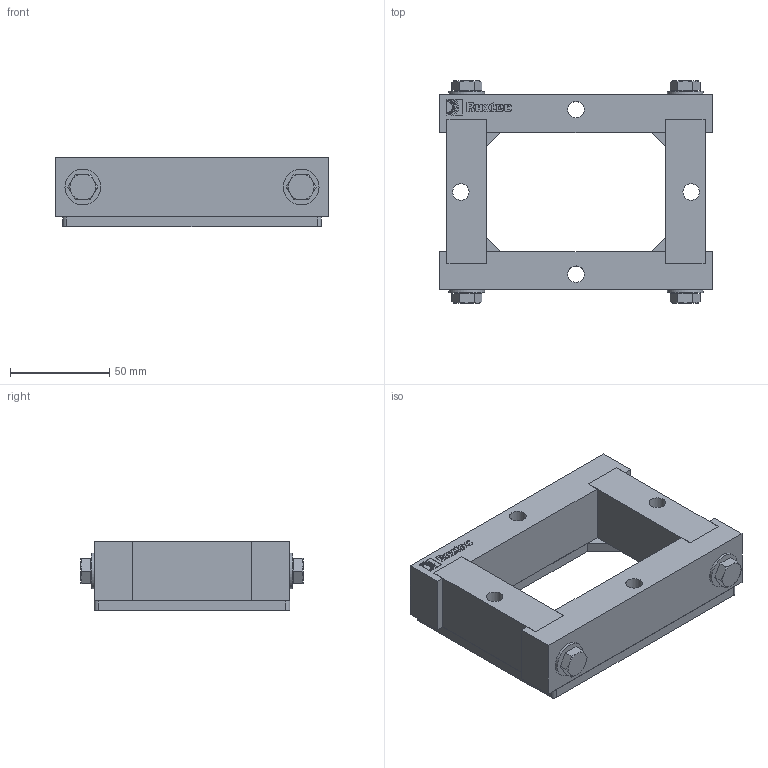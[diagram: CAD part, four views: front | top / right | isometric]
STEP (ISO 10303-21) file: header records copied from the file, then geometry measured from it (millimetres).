
FILE_DESCRIPTION(/* description */ ('','CAx-IF Rec.Pracs.---Representation and Presentation of Product Manufacturing Information (PMI)---4.0---2014-10-13'),/* implementation_level */ '2;1');
FILE_NAME(/* name */ 'CRF 60x90',/* time_stamp */ '2022-05-02T11:09:16+02:00',/* author */ ('www.roxtec.com'),/* organization */ ('Roxtec International AB'),/* preprocessor_version */ 'ST-DEVELOPER v17.2',/* originating_system */ 'Autodesk Inventor 2019',/* authorisation */ '');
FILE_SCHEMA (('AP242_MANAGED_MODEL_BASED_3D_ENGINEERING_MIM_LF { 1 0 10303 442 1 1 4 }'));
Length unit declared in the file: millimetre
Products named in the file (1): CRF 60x90
Bounding box: 138 x 111.9 x 35 mm (x, y, z)
Volume: 263657.7 mm3; surface area: 71224.5 mm2
Topology: 9 solids, 9 shells, 255 faces, 642 edges, 426 vertices
Faces by surface type: plane 174, bspline 37, cone 24, cylinder 20
Full cylindrical faces by diameter (mm): 8.3 x8, 11.5 x4, 18 x4
Entity records: 7949 total; most frequent: CARTESIAN_POINT 2009, ORIENTED_EDGE 1284, DIRECTION 1040, EDGE_CURVE 642, LINE 438, VECTOR 438, VERTEX_POINT 426, AXIS2_PLACEMENT_3D 301
